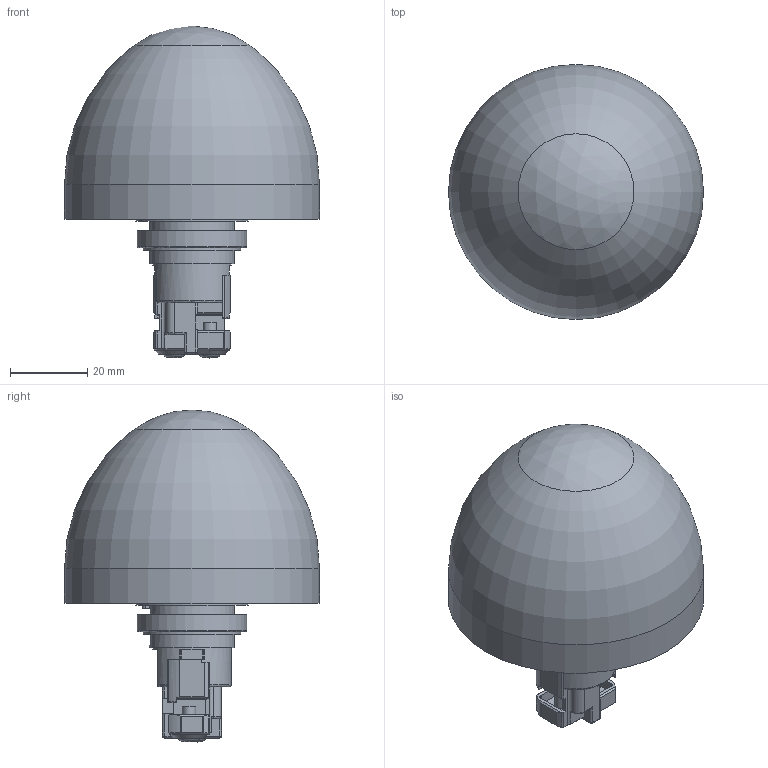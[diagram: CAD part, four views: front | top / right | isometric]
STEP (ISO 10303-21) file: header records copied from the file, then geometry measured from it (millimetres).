
FILE_DESCRIPTION (( 'STEP AP214' ), '1' );
FILE_NAME ('HW1P-5Q4$_rev0.0.STEP', '2021-09-16T07:39:34', ( '' ), ( '' ), 'SwSTEP 2.0', 'SolidWorks 2019', '' );
FILE_SCHEMA (( 'AUTOMOTIVE_DESIGN' ));
Length unit declared in the file: millimetre
Products named in the file (3): HW1P-5Q4$_BODY_rev0.0; HW1P-5Q4$_rev0.0; HW-LOCK-NUT
Assembly tree (2 placements, depth 2):
  HW1P-5Q4$_rev0.0
    HW1P-5Q4$_BODY_rev0.0
    HW-LOCK-NUT
Bounding box: 66 x 66 x 85.92 mm (x, y, z)
Volume: 151636.8 mm3; surface area: 25878.3 mm2
Topology: 3 solids, 3 shells, 270 faces, 711 edges, 457 vertices
Faces by surface type: plane 154, cylinder 82, torus 14, cone 10, sphere 9, bspline 1
Full cylindrical faces by diameter (mm): 3.5 x4, 6.2 x2, 6.5 x2, 20.4 x1, 22 x2, 25.2 x1, 28.4 x1, 29 x1, 58.8 x1, 62 x1, 63.7 x1, 66 x1
Entity records: 8485 total; most frequent: CARTESIAN_POINT 1904, ORIENTED_EDGE 1350, DIRECTION 1321, EDGE_CURVE 675, AXIS2_PLACEMENT_3D 454, VERTEX_POINT 451, LINE 413, VECTOR 413
